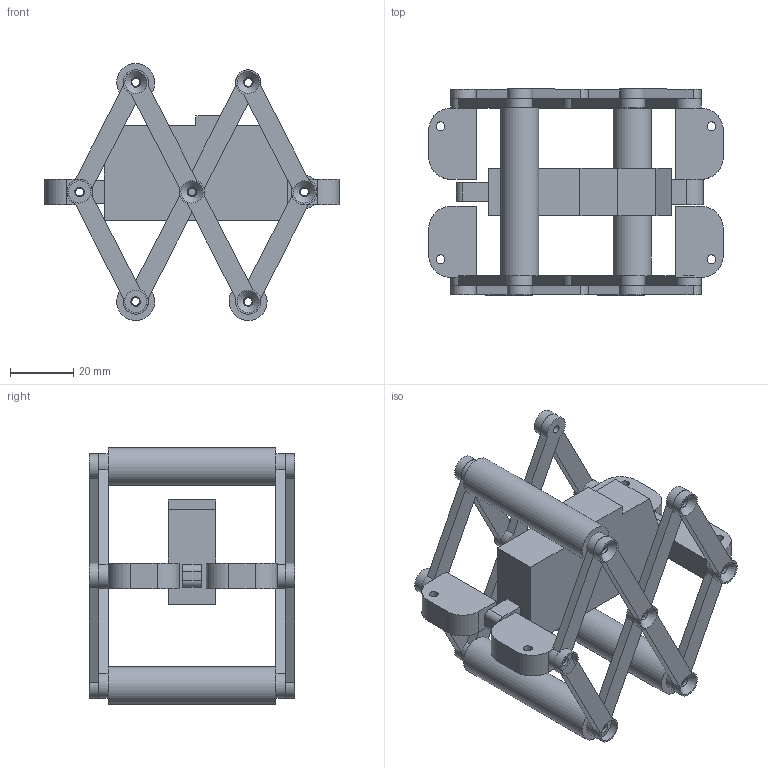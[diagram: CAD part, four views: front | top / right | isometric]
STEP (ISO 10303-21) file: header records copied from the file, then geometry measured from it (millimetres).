
FILE_DESCRIPTION(/* description */ (''),/* implementation_level */ '2;1');
FILE_NAME(/* name */ '2e426aeb-f5e6-4fd8-8444-07d7a9ec4aea.stp',/* time_stamp */ '2021-11-07T14:59:37+00:00',/* author */ (''),/* organization */ (''),/* preprocessor_version */ 'ST-DEVELOPER v18.1',/* originating_system */ 'Autodesk Translation Framework v10.10.0.1391',/* authorisation */ '');
FILE_SCHEMA (('AUTOMOTIVE_DESIGN { 1 0 10303 214 3 1 1 }'));
Length unit declared in the file: millimetre
Products named in the file (9): worm01; servo; ram; link1; link2; link3; link4; link5; link6
Assembly tree (8 placements, depth 2):
  worm01
    servo
    ram
    link1
    link2
    link3
    link4
    link5
    link6
Bounding box: 93.01 x 65 x 81.19 mm (x, y, z)
Volume: 65508.3 mm3; surface area: 35915.8 mm2
Topology: 21 solids, 21 shells, 213 faces, 491 edges, 322 vertices
Faces by surface type: plane 110, cylinder 89, cone 14
Full cylindrical faces by diameter (mm): 2.5 x17, 2.8 x4, 3 x20, 6 x2, 12 x3
Entity records: 6520 total; most frequent: DIRECTION 1145, CARTESIAN_POINT 1043, ORIENTED_EDGE 982, EDGE_CURVE 491, AXIS2_PLACEMENT_3D 424, VERTEX_POINT 322, EDGE_LOOP 297, LINE 297
